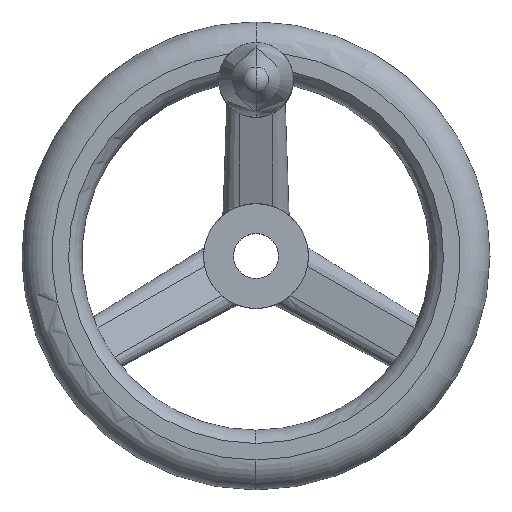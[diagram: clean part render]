
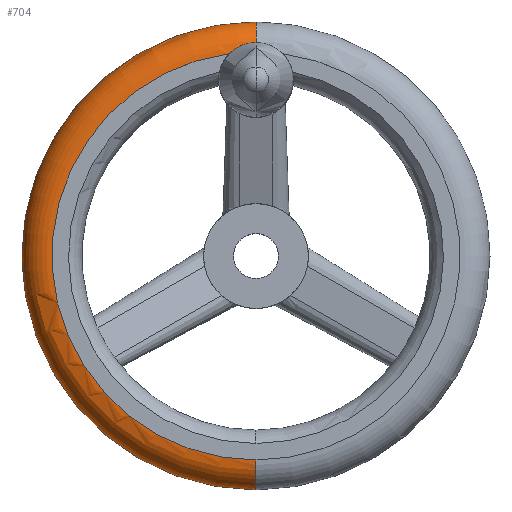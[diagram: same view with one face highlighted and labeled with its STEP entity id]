
A CAD part, top view. The second image highlights one B-rep face of the part: STEP entity #704.
In plain terms, the highlighted toroidal (fillet/blend) face has major radius 54.5 mm and minor radius 8 mm.
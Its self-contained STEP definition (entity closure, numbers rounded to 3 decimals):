
#344=EDGE_CURVE('',#532,#772,#874,.T.);
#438=EDGE_CURVE('',#708,#772,#982,.T.);
#460=EDGE_CURVE('',#708,#646,#1007,.T.);
#492=VERTEX_POINT('',#1040);
#514=EDGE_CURVE('',#492,#646,#1069,.T.);
#532=VERTEX_POINT('',#1089);
#540=EDGE_CURVE('',#492,#532,#1097,.T.);
#646=VERTEX_POINT('',#1211);
#704=ADVANCED_FACE('',(#1273),#1274,.T.);
#708=VERTEX_POINT('',#1279);
#772=VERTEX_POINT('',#1349);
#874=CIRCLE('',#1589,54.5);
#982=CIRCLE('',#1797,8.0);
#1007=CIRCLE('',#1827,62.5);
#1040=CARTESIAN_POINT('',(0.,-54.5,36.0));
#1069=CIRCLE('',#1946,8.0);
#1089=CARTESIAN_POINT('',(-7.107,54.035,36.));
#1097=CIRCLE('',#2018,54.5);
#1211=CARTESIAN_POINT('',(0.,-62.5,28.0));
#1273=FACE_OUTER_BOUND('',#2431,.T.);
#1274=TOROIDAL_SURFACE('',#2432,54.5,8.0);
#1279=CARTESIAN_POINT('',(0.,62.5,28.0));
#1349=CARTESIAN_POINT('',(0.,54.5,36.0));
#1589=AXIS2_PLACEMENT_3D('',#2723,#2724,#2725);
#1797=AXIS2_PLACEMENT_3D('',#2883,#2884,#2885);
#1827=AXIS2_PLACEMENT_3D('',#2917,#2918,#2919);
#1946=AXIS2_PLACEMENT_3D('',#3012,#3013,#3014);
#2018=AXIS2_PLACEMENT_3D('',#3045,#3046,#3047);
#2431=EDGE_LOOP('',(#3234,#3235,#3236,#3237,#3238));
#2432=AXIS2_PLACEMENT_3D('',#3239,#3240,#3241);
#2723=CARTESIAN_POINT('',(0.,0.,36.0));
#2724=DIRECTION('',(0.,0.,-1.0));
#2725=DIRECTION('',(0.,1.0,0.));
#2883=CARTESIAN_POINT('',(0.,54.5,28.0));
#2884=DIRECTION('',(1.0,0.,0.));
#2885=DIRECTION('',(0.,1.0,0.));
#2917=CARTESIAN_POINT('',(0.,0.,28.0));
#2918=DIRECTION('',(0.,0.,1.0));
#2919=DIRECTION('',(1.0,0.0,0.));
#3012=CARTESIAN_POINT('',(0.,-54.5,28.0));
#3013=DIRECTION('',(1.0,0.,0.));
#3014=DIRECTION('',(0.,-1.0,0.));
#3045=CARTESIAN_POINT('',(0.,0.,36.0));
#3046=DIRECTION('',(0.,0.,-1.0));
#3047=DIRECTION('',(0.,1.0,0.));
#3234=ORIENTED_EDGE('',*,*,#460,.T.);
#3235=ORIENTED_EDGE('',*,*,#514,.F.);
#3236=ORIENTED_EDGE('',*,*,#540,.T.);
#3237=ORIENTED_EDGE('',*,*,#344,.T.);
#3238=ORIENTED_EDGE('',*,*,#438,.F.);
#3239=CARTESIAN_POINT('',(0.,0.,28.0));
#3240=DIRECTION('',(0.,0.,1.0));
#3241=DIRECTION('',(0.,1.0,0.0));
